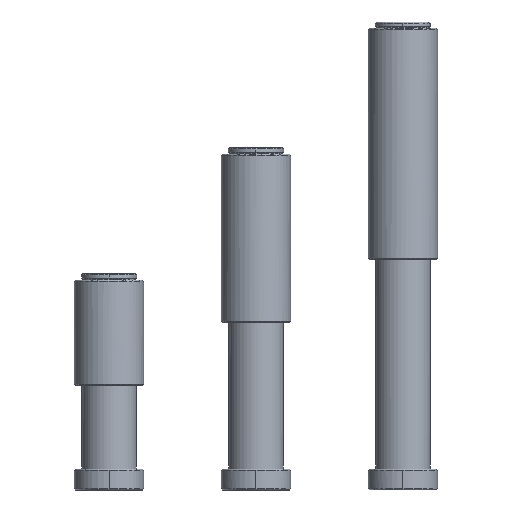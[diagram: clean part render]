
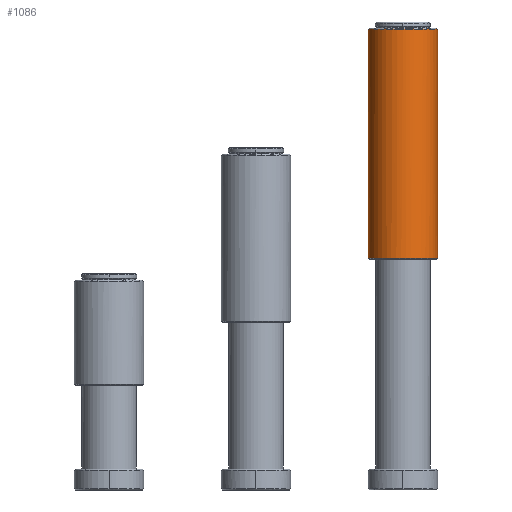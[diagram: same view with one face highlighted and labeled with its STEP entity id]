
A CAD part, left-side view. The second image highlights one B-rep face of the part: STEP entity #1086.
In plain terms, the highlighted cylindrical face has radius 16.5 mm (diameter 33 mm), a partial arc.
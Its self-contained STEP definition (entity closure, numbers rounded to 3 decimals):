
#1086=ADVANCED_FACE('',(#2979),#33898,.T.);
#2979=FACE_OUTER_BOUND('',#4892,.T.);
#4892=EDGE_LOOP('',(#11880,#11881,#11882,#11883,#11884));
#11880=ORIENTED_EDGE('',*,*,#22607,.T.);
#11881=ORIENTED_EDGE('',*,*,#20073,.T.);
#11882=ORIENTED_EDGE('',*,*,#22615,.T.);
#11883=ORIENTED_EDGE('',*,*,#20074,.F.);
#11884=ORIENTED_EDGE('',*,*,#20072,.T.);
#20072=EDGE_CURVE('',#30332,#30322,#23686,.T.);
#20073=EDGE_CURVE('',#30334,#32017,#23687,.T.);
#20074=EDGE_CURVE('',#30332,#30333,#26572,.T.);
#22607=EDGE_CURVE('',#30322,#30334,#28250,.T.);
#22615=EDGE_CURVE('',#32017,#30333,#24543,.T.);
#23686=(
BOUNDED_CURVE()
B_SPLINE_CURVE(2,(#79409,#79410,#79411,#79412,#79413),.UNSPECIFIED.,.F.,
 .F.)
B_SPLINE_CURVE_WITH_KNOTS((3,2,3),(0.,25.918,51.836),
 .UNSPECIFIED.)
CURVE()
GEOMETRIC_REPRESENTATION_ITEM()
RATIONAL_B_SPLINE_CURVE((1.,0.707,1.,0.707,1.))
REPRESENTATION_ITEM('')
);
#23687=(
BOUNDED_CURVE()
B_SPLINE_CURVE(2,(#79414,#79415,#79416),.UNSPECIFIED.,.F.,.F.)
B_SPLINE_CURVE_WITH_KNOTS((3,3),(0.,25.918),.UNSPECIFIED.)
CURVE()
GEOMETRIC_REPRESENTATION_ITEM()
RATIONAL_B_SPLINE_CURVE((1.,0.707,1.))
REPRESENTATION_ITEM('')
);
#24543=(
BOUNDED_CURVE()
B_SPLINE_CURVE(2,(#88790,#88791,#88792),.UNSPECIFIED.,.F.,.F.)
B_SPLINE_CURVE_WITH_KNOTS((3,3),(25.918,51.836),
 .UNSPECIFIED.)
CURVE()
GEOMETRIC_REPRESENTATION_ITEM()
RATIONAL_B_SPLINE_CURVE((1.,0.707,1.))
REPRESENTATION_ITEM('')
);
#26572=B_SPLINE_CURVE_WITH_KNOTS('',1,(#79417,#79418),.UNSPECIFIED.,.F.,
 .F.,(2,2),(11.02,120.02),.UNSPECIFIED.);
#28250=B_SPLINE_CURVE_WITH_KNOTS('',1,(#88745,#88746),.UNSPECIFIED.,.F.,
 .F.,(2,2),(11.02,120.02),.UNSPECIFIED.);
#30322=VERTEX_POINT('',#77626);
#30332=VERTEX_POINT('',#77636);
#30333=VERTEX_POINT('',#77637);
#30334=VERTEX_POINT('',#77638);
#32017=VERTEX_POINT('',#79321);
#33898=CYLINDRICAL_SURFACE('',#34930,16.5);
#34930=AXIS2_PLACEMENT_3D('',#69404,#36754,$);
#36754=DIRECTION('',(0.,0.,1.));
#69404=CARTESIAN_POINT('',(0.,-70.,165.));
#77626=CARTESIAN_POINT('',(0.,-86.5,110.5));
#77636=CARTESIAN_POINT('',(0.,-53.5,110.5));
#77637=CARTESIAN_POINT('',(0.,-53.5,219.5));
#77638=CARTESIAN_POINT('',(0.,-86.5,219.5));
#79321=CARTESIAN_POINT('',(-16.5,-70.,219.5));
#79409=CARTESIAN_POINT('',(0.,-53.5,110.5));
#79410=CARTESIAN_POINT('',(-16.5,-53.5,110.5));
#79411=CARTESIAN_POINT('',(-16.5,-70.,110.5));
#79412=CARTESIAN_POINT('',(-16.5,-86.5,110.5));
#79413=CARTESIAN_POINT('',(0.,-86.5,110.5));
#79414=CARTESIAN_POINT('',(0.,-86.5,219.5));
#79415=CARTESIAN_POINT('',(-16.5,-86.5,219.5));
#79416=CARTESIAN_POINT('',(-16.5,-70.,219.5));
#79417=CARTESIAN_POINT('',(0.,-53.5,110.5));
#79418=CARTESIAN_POINT('',(0.,-53.5,219.5));
#88745=CARTESIAN_POINT('',(0.,-86.5,110.5));
#88746=CARTESIAN_POINT('',(0.,-86.5,219.5));
#88790=CARTESIAN_POINT('',(-16.5,-70.,219.5));
#88791=CARTESIAN_POINT('',(-16.5,-53.5,219.5));
#88792=CARTESIAN_POINT('',(0.,-53.5,219.5));
